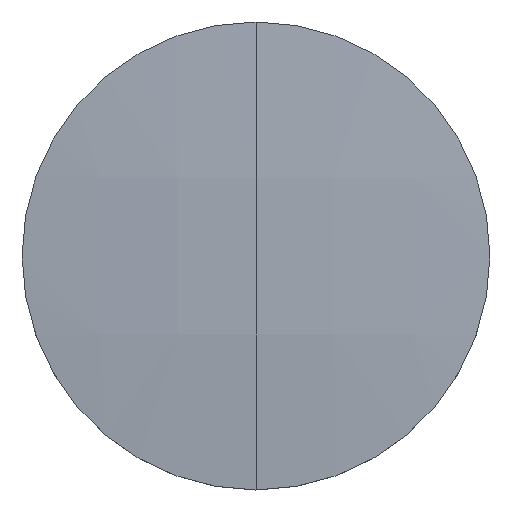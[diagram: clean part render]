
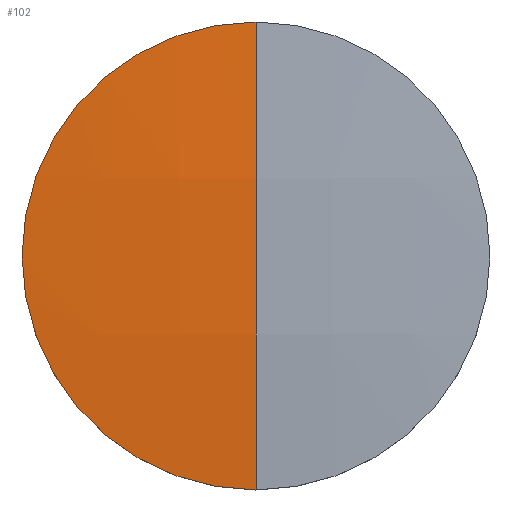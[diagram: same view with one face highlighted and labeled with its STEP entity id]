
A CAD part, top view. The second image highlights one B-rep face of the part: STEP entity #102.
In plain terms, the highlighted free-form (B-spline) face has degree [3, 3] with [4, 4] control points.
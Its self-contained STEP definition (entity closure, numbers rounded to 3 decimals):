
#2 = CARTESIAN_POINT ( 'NONE',  ( 0., 12.852, 3.466 ) ) ;
#13 = DIRECTION ( 'NONE',  ( 1., 0., 0. ) ) ;
#20 = CARTESIAN_POINT ( 'NONE',  ( -4.27, -4.294, 4.178 ) ) ;
#22 = CARTESIAN_POINT ( 'NONE',  ( 0., -4.294, 4.178 ) ) ;
#31 = EDGE_CURVE ( 'NONE', #38, #193, #164, .T. ) ;
#38 = VERTEX_POINT ( 'NONE', #208 ) ;
#42 = EDGE_LOOP ( 'NONE', ( #147, #94, #152 ) ) ;
#44 = CARTESIAN_POINT ( 'NONE',  ( -8.496, 12.852, 3.29 ) ) ;
#45 = CIRCLE ( 'NONE', #139, 154.9 ) ;
#46 = CARTESIAN_POINT ( 'NONE',  ( -4.25, 12.852, 3.466 ) ) ;
#47 = CARTESIAN_POINT ( 'NONE',  ( -12.732, -12.852, 2.94 ) ) ;
#65 = AXIS2_PLACEMENT_3D ( 'NONE', #229, #178, #248 ) ;
#66 =( BOUNDED_SURFACE ( )  B_SPLINE_SURFACE ( 3, 3, ( 
 ( #170, #92, #95, #47 ),
 ( #22, #20, #173, #174 ),
 ( #239, #265, #135, #225 ),
 ( #2, #46, #44, #224 ) ),
 .UNSPECIFIED., .F., .F., .F. ) 
 B_SPLINE_SURFACE_WITH_KNOTS ( ( 4, 4 ),
 ( 4, 4 ),
 ( 0., 1. ),
 ( 0., 1. ),
 .UNSPECIFIED. ) 
 GEOMETRIC_REPRESENTATION_ITEM ( )  RATIONAL_B_SPLINE_SURFACE ( (
 ( 1., 0.999, 0.999, 1.),
 ( 0.998, 0.997, 0.997, 0.998),
 ( 0.998, 0.997, 0.997, 0.998),
 ( 1., 0.999, 0.999, 1.) ) ) 
 REPRESENTATION_ITEM ( '' )  SURFACE ( )  );
#79 = DIRECTION ( 'NONE',  ( 0., 0., -1. ) ) ;
#88 = EDGE_CURVE ( 'NONE', #38, #266, #45, .T. ) ;
#92 = CARTESIAN_POINT ( 'NONE',  ( -4.25, -12.852, 3.466 ) ) ;
#93 = CARTESIAN_POINT ( 'NONE',  ( -12.7, 0., 3.478 ) ) ;
#94 = ORIENTED_EDGE ( 'NONE', *, *, #88, .T. ) ;
#95 = CARTESIAN_POINT ( 'NONE',  ( -8.496, -12.852, 3.29 ) ) ;
#102 = ADVANCED_FACE ( 'NONE', ( #104 ), #66, .T. ) ;
#104 = FACE_OUTER_BOUND ( 'NONE', #42, .T. ) ;
#111 = DIRECTION ( 'NONE',  ( 0., -1., 0. ) ) ;
#119 = CIRCLE ( 'NONE', #65, 12.7 ) ;
#135 = CARTESIAN_POINT ( 'NONE',  ( -8.536, 4.294, 4.002 ) ) ;
#139 = AXIS2_PLACEMENT_3D ( 'NONE', #196, #171, #111 ) ;
#147 = ORIENTED_EDGE ( 'NONE', *, *, #31, .F. ) ;
#152 = ORIENTED_EDGE ( 'NONE', *, *, #226, .F. ) ;
#164 = CIRCLE ( 'NONE', #288, 12.7 ) ;
#170 = CARTESIAN_POINT ( 'NONE',  ( 0., -12.852, 3.466 ) ) ;
#171 = DIRECTION ( 'NONE',  ( -1., 0., 0. ) ) ;
#173 = CARTESIAN_POINT ( 'NONE',  ( -8.536, -4.294, 4.002 ) ) ;
#174 = CARTESIAN_POINT ( 'NONE',  ( -12.791, -4.294, 3.65 ) ) ;
#178 = DIRECTION ( 'NONE',  ( 0., 0., -1. ) ) ;
#187 = CARTESIAN_POINT ( 'NONE',  ( 0., 0., 3.478 ) ) ;
#193 = VERTEX_POINT ( 'NONE', #93 ) ;
#196 = CARTESIAN_POINT ( 'NONE',  ( 0., 0., -150.9 ) ) ;
#208 = CARTESIAN_POINT ( 'NONE',  ( 0., -12.7, 3.478 ) ) ;
#224 = CARTESIAN_POINT ( 'NONE',  ( -12.732, 12.852, 2.94 ) ) ;
#225 = CARTESIAN_POINT ( 'NONE',  ( -12.791, 4.294, 3.65 ) ) ;
#226 = EDGE_CURVE ( 'NONE', #193, #266, #119, .T. ) ;
#229 = CARTESIAN_POINT ( 'NONE',  ( 0., 0., 3.478 ) ) ;
#239 = CARTESIAN_POINT ( 'NONE',  ( 0., 4.294, 4.178 ) ) ;
#248 = DIRECTION ( 'NONE',  ( 1., 0., 0. ) ) ;
#253 = CARTESIAN_POINT ( 'NONE',  ( 0., 12.7, 3.478 ) ) ;
#265 = CARTESIAN_POINT ( 'NONE',  ( -4.27, 4.294, 4.178 ) ) ;
#266 = VERTEX_POINT ( 'NONE', #253 ) ;
#288 = AXIS2_PLACEMENT_3D ( 'NONE', #187, #79, #13 ) ;
